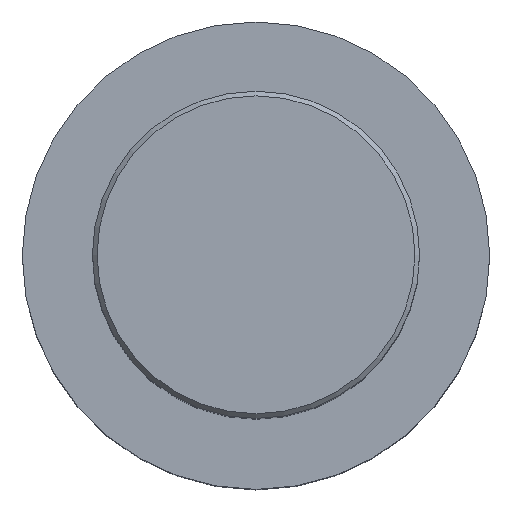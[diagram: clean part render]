
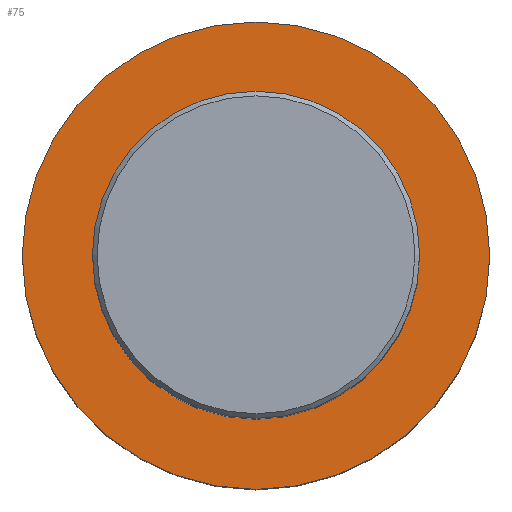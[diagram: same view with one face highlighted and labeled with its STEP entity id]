
A CAD part, top view. The second image highlights one B-rep face of the part: STEP entity #75.
In plain terms, the highlighted planar face has unit normal (0, 0, 1).
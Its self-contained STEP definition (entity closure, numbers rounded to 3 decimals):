
#75 = ADVANCED_FACE( '', ( #85, #86 ), #87, .T. );
#85 = FACE_OUTER_BOUND( '', #111, .T. );
#86 = FACE_BOUND( '', #112, .T. );
#87 = PLANE( '', #113 );
#111 = EDGE_LOOP( '', ( #137 ) );
#112 = EDGE_LOOP( '', ( #138 ) );
#113 = AXIS2_PLACEMENT_3D( '', #139, #140, #141 );
#137 = ORIENTED_EDGE( '', *, *, #181, .T. );
#138 = ORIENTED_EDGE( '', *, *, #182, .F. );
#139 = CARTESIAN_POINT( '', ( 0., 0., 0. ) );
#140 = DIRECTION( '', ( 0., 0., 1. ) );
#141 = DIRECTION( '', ( 1., 0., 0. ) );
#181 = EDGE_CURVE( '', #190, #190, #191, .T. );
#182 = EDGE_CURVE( '', #192, #192, #193, .T. );
#190 = VERTEX_POINT( '', #206 );
#191 = CIRCLE( '', #207, 10. );
#192 = VERTEX_POINT( '', #208 );
#193 = CIRCLE( '', #209, 7. );
#206 = CARTESIAN_POINT( '', ( 10., 0., 0. ) );
#207 = AXIS2_PLACEMENT_3D( '', #222, #223, #224 );
#208 = CARTESIAN_POINT( '', ( 7., 0., 0. ) );
#209 = AXIS2_PLACEMENT_3D( '', #225, #226, #227 );
#222 = CARTESIAN_POINT( '', ( 0., 0., 0. ) );
#223 = DIRECTION( '', ( 0., 0., 1. ) );
#224 = DIRECTION( '', ( 1., 0., 0. ) );
#225 = CARTESIAN_POINT( '', ( 0., 0., 0. ) );
#226 = DIRECTION( '', ( 0., 0., 1. ) );
#227 = DIRECTION( '', ( 1., 0., 0. ) );
